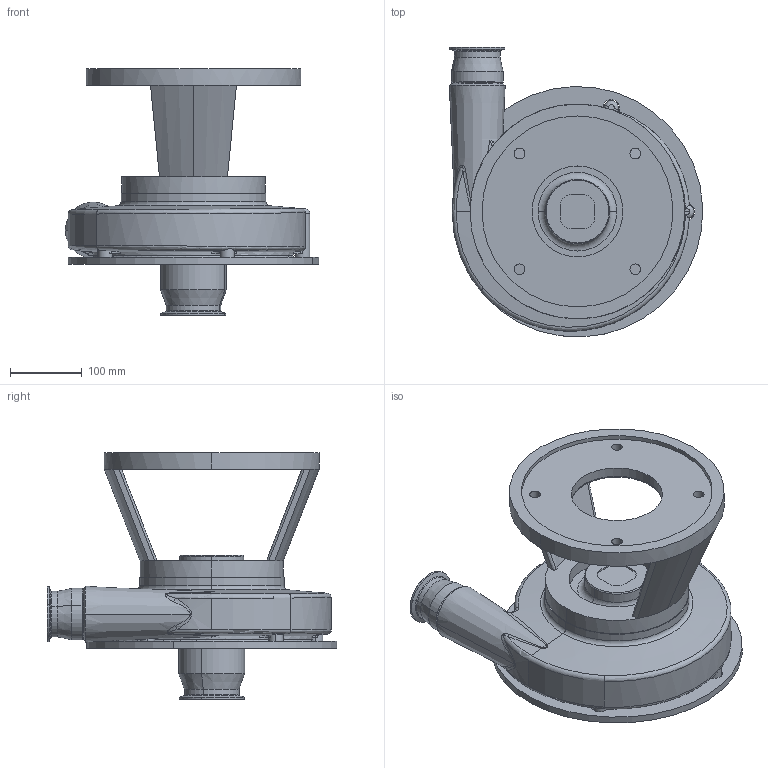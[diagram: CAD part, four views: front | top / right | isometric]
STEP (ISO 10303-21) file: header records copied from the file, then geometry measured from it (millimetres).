
FILE_DESCRIPTION (( 'STEP AP214' ), '1' );
FILE_NAME ('FPR 3551-3552 280TC VERT.STEP', '2022-12-28T20:45:49', ( '' ), ( '' ), 'SwSTEP 2.0', 'SolidWorks 2021', '' );
FILE_SCHEMA (( 'AUTOMOTIVE_DESIGN' ));
Length unit declared in the file: millimetre
Products named in the file (1): FPR 3551-3552 280TC VERT
Bounding box: 353.89 x 404.89 x 344.5 mm (x, y, z)
Volume: 7796355 mm3; surface area: 809056.9 mm2
Topology: 1 solids, 6 shells, 363 faces, 887 edges, 537 vertices
Faces by surface type: cylinder 138, plane 67, cone 62, torus 52, bspline 38, sphere 6
Entity records: 14984 total; most frequent: CARTESIAN_POINT 6660, DIRECTION 1757, ORIENTED_EDGE 1736, EDGE_CURVE 868, AXIS2_PLACEMENT_3D 754, VERTEX_POINT 537, CIRCLE 428, EDGE_LOOP 409
